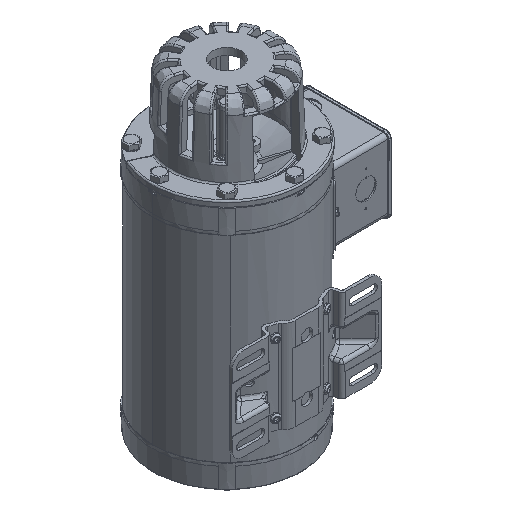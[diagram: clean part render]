
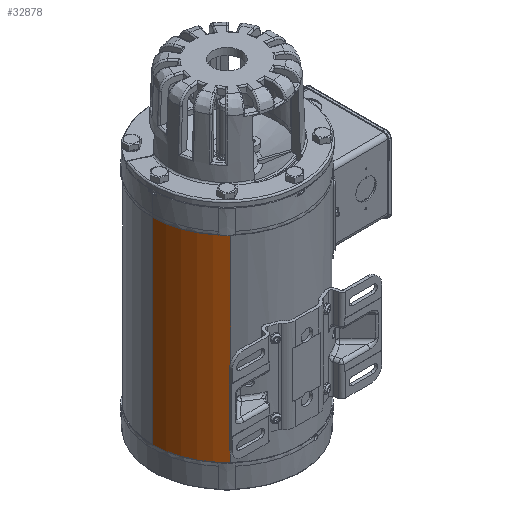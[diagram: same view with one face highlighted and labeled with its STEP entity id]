
A CAD part, isometric view. The second image highlights one B-rep face of the part: STEP entity #32878.
In plain terms, the highlighted cylindrical face has radius 81.749 mm (diameter 163.497 mm), a partial arc.
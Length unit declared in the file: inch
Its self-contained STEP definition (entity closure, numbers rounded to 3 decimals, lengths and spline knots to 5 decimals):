
#3770 = DIRECTION ( 'NONE',  ( 1., 0., 0. ) ) ;
#5270 = CARTESIAN_POINT ( 'NONE',  ( -2.19498, -2.35383, 3.08756 ) ) ;
#15247 = LINE ( 'NONE', #40246, #107485 ) ;
#22980 = EDGE_CURVE ( 'NONE', #138018, #96127, #15247, .T. ) ;
#23497 = EDGE_LOOP ( 'NONE', ( #71112, #155987, #28498, #93011 ) ) ;
#26294 = DIRECTION ( 'NONE',  ( 1., 0., 0. ) ) ;
#28498 = ORIENTED_EDGE ( 'NONE', *, *, #85308, .T. ) ;
#30847 = FACE_OUTER_BOUND ( 'NONE', #23497, .T. ) ;
#32334 = DIRECTION ( 'NONE',  ( 0., 0., -1. ) ) ;
#32878 = ADVANCED_FACE ( 'NONE', ( #30847 ), #146153, .T. ) ;
#35722 = CARTESIAN_POINT ( 'NONE',  ( 0., 0., -14.27723 ) ) ;
#37186 = CIRCLE ( 'NONE', #98409, 3.21845 ) ;
#40246 = CARTESIAN_POINT ( 'NONE',  ( -3.21845, 0., -14.27723 ) ) ;
#50536 = CARTESIAN_POINT ( 'NONE',  ( 0., 0., 3.08756 ) ) ;
#58902 = CARTESIAN_POINT ( 'NONE',  ( -3.21845, 0., 3.08756 ) ) ;
#62561 = DIRECTION ( 'NONE',  ( 0., 0., 1. ) ) ;
#69599 = DIRECTION ( 'NONE',  ( 0., 0., 1. ) ) ;
#71112 = ORIENTED_EDGE ( 'NONE', *, *, #22980, .F. ) ;
#73132 = VECTOR ( 'NONE', #62561, 39.37008 ) ;
#80873 = DIRECTION ( 'NONE',  ( 1., 0., 0. ) ) ;
#85308 = EDGE_CURVE ( 'NONE', #118408, #107309, #90447, .T. ) ;
#90447 = LINE ( 'NONE', #123178, #73132 ) ;
#90894 = CARTESIAN_POINT ( 'NONE',  ( 0., 0., 11.64756 ) ) ;
#93011 = ORIENTED_EDGE ( 'NONE', *, *, #156705, .T. ) ;
#96127 = VERTEX_POINT ( 'NONE', #136048 ) ;
#98409 = AXIS2_PLACEMENT_3D ( 'NONE', #50536, #136464, #26294 ) ;
#99105 = EDGE_CURVE ( 'NONE', #138018, #118408, #37186, .T. ) ;
#107309 = VERTEX_POINT ( 'NONE', #114527 ) ;
#107485 = VECTOR ( 'NONE', #150390, 39.37008 ) ;
#112309 = CIRCLE ( 'NONE', #140847, 3.21845 ) ;
#114527 = CARTESIAN_POINT ( 'NONE',  ( -2.19498, -2.35383, 11.64756 ) ) ;
#118408 = VERTEX_POINT ( 'NONE', #5270 ) ;
#123178 = CARTESIAN_POINT ( 'NONE',  ( -2.19498, -2.35383, -14.27723 ) ) ;
#136048 = CARTESIAN_POINT ( 'NONE',  ( -3.21845, 0., 11.64756 ) ) ;
#136464 = DIRECTION ( 'NONE',  ( 0., 0., 1. ) ) ;
#138018 = VERTEX_POINT ( 'NONE', #58902 ) ;
#140847 = AXIS2_PLACEMENT_3D ( 'NONE', #90894, #32334, #3770 ) ;
#146153 = CYLINDRICAL_SURFACE ( 'NONE', #148177, 3.21845 ) ;
#148177 = AXIS2_PLACEMENT_3D ( 'NONE', #35722, #69599, #80873 ) ;
#150390 = DIRECTION ( 'NONE',  ( 0., 0., 1. ) ) ;
#155987 = ORIENTED_EDGE ( 'NONE', *, *, #99105, .T. ) ;
#156705 = EDGE_CURVE ( 'NONE', #107309, #96127, #112309, .T. ) ;
